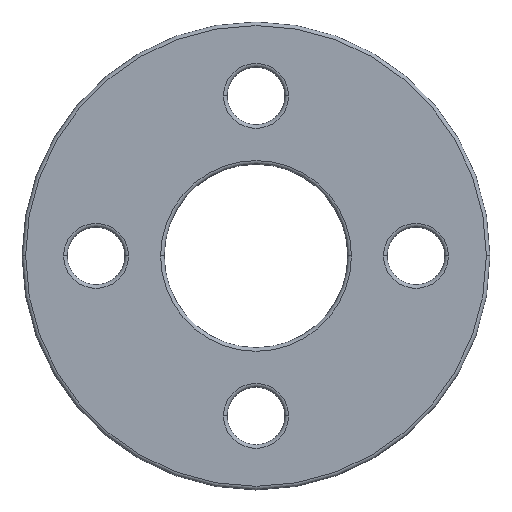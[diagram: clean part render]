
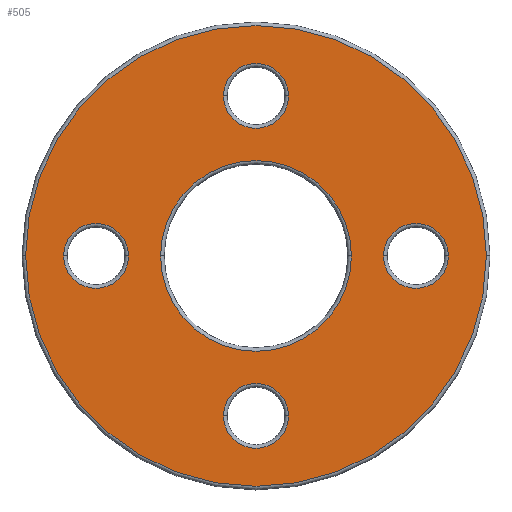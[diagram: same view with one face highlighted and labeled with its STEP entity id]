
A CAD part, top view. The second image highlights one B-rep face of the part: STEP entity #505.
In plain terms, the highlighted planar face has unit normal (0, 0, 1).
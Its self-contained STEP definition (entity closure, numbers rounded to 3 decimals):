
#6 = EDGE_CURVE ( 'NONE', #450, #994, #142, .T. ) ;
#7 = EDGE_CURVE ( 'NONE', #279, #23, #955, .T. ) ;
#15 = CARTESIAN_POINT ( 'NONE',  ( 0., 44.45, 16. ) ) ;
#17 = EDGE_CURVE ( 'NONE', #162, #912, #755, .T. ) ;
#19 = ORIENTED_EDGE ( 'NONE', *, *, #475, .T. ) ;
#23 = VERTEX_POINT ( 'NONE', #539 ) ;
#34 = DIRECTION ( 'NONE',  ( 1., 0., 0. ) ) ;
#42 = CARTESIAN_POINT ( 'NONE',  ( 0., 0., 16. ) ) ;
#85 = ORIENTED_EDGE ( 'NONE', *, *, #700, .T. ) ;
#91 = AXIS2_PLACEMENT_3D ( 'NONE', #690, #393, #1129 ) ;
#102 = CIRCLE ( 'NONE', #917, 9. ) ;
#104 = DIRECTION ( 'NONE',  ( 1., 0., 0. ) ) ;
#106 = FACE_BOUND ( 'NONE', #108, .T. ) ;
#108 = EDGE_LOOP ( 'NONE', ( #340, #391 ) ) ;
#117 = DIRECTION ( 'NONE',  ( 1., 0., 0. ) ) ;
#131 = EDGE_CURVE ( 'NONE', #623, #282, #140, .T. ) ;
#138 = EDGE_CURVE ( 'NONE', #282, #623, #801, .T. ) ;
#140 = CIRCLE ( 'NONE', #617, 9. ) ;
#142 = CIRCLE ( 'NONE', #296, 9. ) ;
#162 = VERTEX_POINT ( 'NONE', #297 ) ;
#166 = EDGE_LOOP ( 'NONE', ( #508, #416 ) ) ;
#170 = CARTESIAN_POINT ( 'NONE',  ( -26.5, 0., 16. ) ) ;
#175 = AXIS2_PLACEMENT_3D ( 'NONE', #237, #772, #1127 ) ;
#178 = DIRECTION ( 'NONE',  ( 0., 0., -1. ) ) ;
#189 = FACE_BOUND ( 'NONE', #439, .T. ) ;
#202 = DIRECTION ( 'NONE',  ( 1., 0., 0. ) ) ;
#207 = DIRECTION ( 'NONE',  ( 1., 0., 0. ) ) ;
#211 = CIRCLE ( 'NONE', #91, 9. ) ;
#218 = CIRCLE ( 'NONE', #175, 26.5 ) ;
#237 = CARTESIAN_POINT ( 'NONE',  ( 0., 0., 16. ) ) ;
#241 = ORIENTED_EDGE ( 'NONE', *, *, #1014, .T. ) ;
#243 = CARTESIAN_POINT ( 'NONE',  ( 0., 0., 16. ) ) ;
#253 = ORIENTED_EDGE ( 'NONE', *, *, #821, .T. ) ;
#272 = EDGE_CURVE ( 'NONE', #304, #445, #218, .T. ) ;
#275 = DIRECTION ( 'NONE',  ( 0., 0., 1. ) ) ;
#277 = DIRECTION ( 'NONE',  ( 1., 0., 0. ) ) ;
#279 = VERTEX_POINT ( 'NONE', #1054 ) ;
#282 = VERTEX_POINT ( 'NONE', #951 ) ;
#283 = FACE_BOUND ( 'NONE', #807, .T. ) ;
#285 = EDGE_LOOP ( 'NONE', ( #862, #19 ) ) ;
#296 = AXIS2_PLACEMENT_3D ( 'NONE', #15, #178, #104 ) ;
#297 = CARTESIAN_POINT ( 'NONE',  ( 9., -44.45, 16. ) ) ;
#303 = CIRCLE ( 'NONE', #1026, 9. ) ;
#304 = VERTEX_POINT ( 'NONE', #322 ) ;
#322 = CARTESIAN_POINT ( 'NONE',  ( 26.5, 0., 16. ) ) ;
#324 = DIRECTION ( 'NONE',  ( 1., 0., 0. ) ) ;
#331 = CARTESIAN_POINT ( 'NONE',  ( 0., -44.45, 16. ) ) ;
#340 = ORIENTED_EDGE ( 'NONE', *, *, #138, .T. ) ;
#351 = CIRCLE ( 'NONE', #856, 64. ) ;
#366 = AXIS2_PLACEMENT_3D ( 'NONE', #924, #837, #277 ) ;
#369 = PLANE ( 'NONE',  #615 ) ;
#389 = AXIS2_PLACEMENT_3D ( 'NONE', #564, #922, #836 ) ;
#391 = ORIENTED_EDGE ( 'NONE', *, *, #131, .T. ) ;
#393 = DIRECTION ( 'NONE',  ( 0., 0., -1. ) ) ;
#416 = ORIENTED_EDGE ( 'NONE', *, *, #7, .T. ) ;
#435 = CARTESIAN_POINT ( 'NONE',  ( 0., 44.45, 16. ) ) ;
#439 = EDGE_LOOP ( 'NONE', ( #253, #85 ) ) ;
#442 = ORIENTED_EDGE ( 'NONE', *, *, #6, .T. ) ;
#445 = VERTEX_POINT ( 'NONE', #170 ) ;
#450 = VERTEX_POINT ( 'NONE', #532 ) ;
#457 = EDGE_LOOP ( 'NONE', ( #442, #870 ) ) ;
#464 = DIRECTION ( 'NONE',  ( 0., 0., 1. ) ) ;
#475 = EDGE_CURVE ( 'NONE', #912, #162, #102, .T. ) ;
#490 = CIRCLE ( 'NONE', #1142, 26.5 ) ;
#505 = ADVANCED_FACE ( 'NONE', ( #106, #189, #283, #830, #1088, #551 ), #369, .T. ) ;
#508 = ORIENTED_EDGE ( 'NONE', *, *, #716, .T. ) ;
#532 = CARTESIAN_POINT ( 'NONE',  ( 9., 44.45, 16. ) ) ;
#539 = CARTESIAN_POINT ( 'NONE',  ( 64., 0., 16. ) ) ;
#542 = DIRECTION ( 'NONE',  ( 0., 0., -1. ) ) ;
#544 = VERTEX_POINT ( 'NONE', #660 ) ;
#547 = CIRCLE ( 'NONE', #743, 9. ) ;
#551 = FACE_BOUND ( 'NONE', #285, .T. ) ;
#564 = CARTESIAN_POINT ( 'NONE',  ( 0., -44.45, 16. ) ) ;
#602 = AXIS2_PLACEMENT_3D ( 'NONE', #1016, #464, #202 ) ;
#604 = CARTESIAN_POINT ( 'NONE',  ( -9., -44.45, 16. ) ) ;
#615 = AXIS2_PLACEMENT_3D ( 'NONE', #822, #275, #815 ) ;
#617 = AXIS2_PLACEMENT_3D ( 'NONE', #757, #824, #34 ) ;
#623 = VERTEX_POINT ( 'NONE', #1159 ) ;
#660 = CARTESIAN_POINT ( 'NONE',  ( 53.45, 0., 16. ) ) ;
#679 = DIRECTION ( 'NONE',  ( 0., 0., -1. ) ) ;
#690 = CARTESIAN_POINT ( 'NONE',  ( 44.45, 0., 16. ) ) ;
#700 = EDGE_CURVE ( 'NONE', #897, #544, #211, .T. ) ;
#716 = EDGE_CURVE ( 'NONE', #23, #279, #351, .T. ) ;
#743 = AXIS2_PLACEMENT_3D ( 'NONE', #435, #798, #877 ) ;
#755 = CIRCLE ( 'NONE', #389, 9. ) ;
#757 = CARTESIAN_POINT ( 'NONE',  ( -44.45, 0., 16. ) ) ;
#765 = DIRECTION ( 'NONE',  ( 0., 0., 1. ) ) ;
#772 = DIRECTION ( 'NONE',  ( 0., 0., -1. ) ) ;
#798 = DIRECTION ( 'NONE',  ( 0., 0., -1. ) ) ;
#801 = CIRCLE ( 'NONE', #366, 9. ) ;
#807 = EDGE_LOOP ( 'NONE', ( #972, #241 ) ) ;
#815 = DIRECTION ( 'NONE',  ( 1., 0., 0. ) ) ;
#821 = EDGE_CURVE ( 'NONE', #544, #897, #303, .T. ) ;
#822 = CARTESIAN_POINT ( 'NONE',  ( 0., 0., 16. ) ) ;
#824 = DIRECTION ( 'NONE',  ( 0., 0., -1. ) ) ;
#830 = FACE_OUTER_BOUND ( 'NONE', #166, .T. ) ;
#836 = DIRECTION ( 'NONE',  ( 1., 0., 0. ) ) ;
#837 = DIRECTION ( 'NONE',  ( 0., 0., -1. ) ) ;
#856 = AXIS2_PLACEMENT_3D ( 'NONE', #42, #765, #207 ) ;
#862 = ORIENTED_EDGE ( 'NONE', *, *, #17, .T. ) ;
#870 = ORIENTED_EDGE ( 'NONE', *, *, #967, .T. ) ;
#877 = DIRECTION ( 'NONE',  ( 1., 0., 0. ) ) ;
#897 = VERTEX_POINT ( 'NONE', #1048 ) ;
#902 = DIRECTION ( 'NONE',  ( 1., 0., 0. ) ) ;
#912 = VERTEX_POINT ( 'NONE', #604 ) ;
#917 = AXIS2_PLACEMENT_3D ( 'NONE', #331, #542, #902 ) ;
#922 = DIRECTION ( 'NONE',  ( 0., 0., -1. ) ) ;
#924 = CARTESIAN_POINT ( 'NONE',  ( -44.45, 0., 16. ) ) ;
#951 = CARTESIAN_POINT ( 'NONE',  ( -35.45, 0., 16. ) ) ;
#955 = CIRCLE ( 'NONE', #602, 64. ) ;
#967 = EDGE_CURVE ( 'NONE', #994, #450, #547, .T. ) ;
#972 = ORIENTED_EDGE ( 'NONE', *, *, #272, .T. ) ;
#994 = VERTEX_POINT ( 'NONE', #1061 ) ;
#1014 = EDGE_CURVE ( 'NONE', #445, #304, #490, .T. ) ;
#1016 = CARTESIAN_POINT ( 'NONE',  ( 0., 0., 16. ) ) ;
#1026 = AXIS2_PLACEMENT_3D ( 'NONE', #1111, #679, #117 ) ;
#1048 = CARTESIAN_POINT ( 'NONE',  ( 35.45, 0., 16. ) ) ;
#1054 = CARTESIAN_POINT ( 'NONE',  ( -64., 0., 16. ) ) ;
#1061 = CARTESIAN_POINT ( 'NONE',  ( -9., 44.45, 16. ) ) ;
#1088 = FACE_BOUND ( 'NONE', #457, .T. ) ;
#1111 = CARTESIAN_POINT ( 'NONE',  ( 44.45, 0., 16. ) ) ;
#1127 = DIRECTION ( 'NONE',  ( 1., 0., 0. ) ) ;
#1129 = DIRECTION ( 'NONE',  ( 1., 0., 0. ) ) ;
#1134 = DIRECTION ( 'NONE',  ( 0., 0., -1. ) ) ;
#1142 = AXIS2_PLACEMENT_3D ( 'NONE', #243, #1134, #324 ) ;
#1159 = CARTESIAN_POINT ( 'NONE',  ( -53.45, 0., 16. ) ) ;
